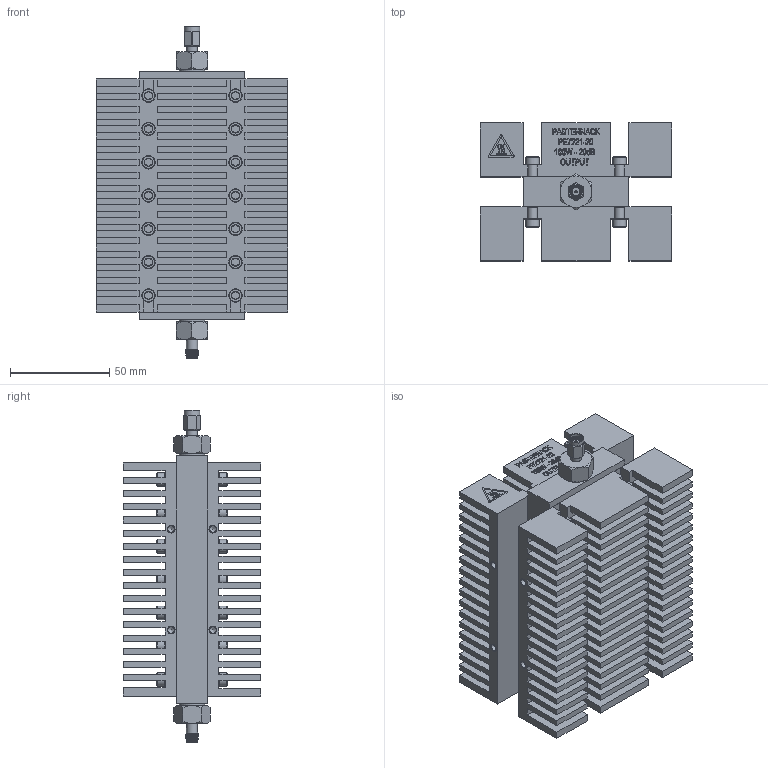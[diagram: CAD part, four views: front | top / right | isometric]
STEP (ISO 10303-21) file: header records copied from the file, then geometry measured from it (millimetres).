
FILE_DESCRIPTION (( 'STEP AP203' ), '1' );
FILE_NAME ('PE7221-40_3D.step', '2021-05-04T22:34:14', ( '' ), ( '' ), 'SwSTEP 2.0', 'SolidWorks 2020', '' );
FILE_SCHEMA (( 'CONFIG_CONTROL_DESIGN' ));
Products named in the file (1): PE7221-40_3D
Bounding box: 96.52 x 69.34 x 167.13 mm (x, y, z)
Volume: 427232.3 mm3; surface area: 183677.9 mm2
Topology: 1 solids, 1 shells, 2037 faces, 5028 edges, 3202 vertices
Faces by surface type: plane 1363, bspline 312, cone 266, cylinder 94, torus 2
Full cylindrical faces by diameter (mm): 0.94 x2, 1.194 x2, 3.3 x8, 4 x8, 4.445 x1, 4.572 x1, 5.582 x7, 6.35 x6, 6.858 x28, 7.762 x1, 12.7 x2
Entity records: 77930 total; most frequent: CARTESIAN_POINT 33038, ORIENTED_EDGE 9680, DIRECTION 7841, EDGE_CURVE 4840, VECTOR 3537, LINE 3537, VERTEX_POINT 3153, EDGE_LOOP 2363
